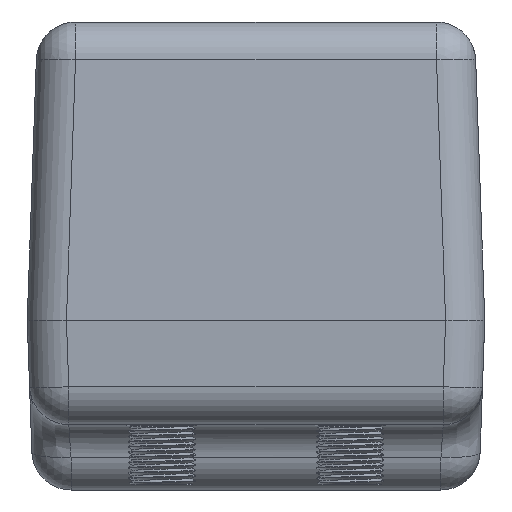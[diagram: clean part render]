
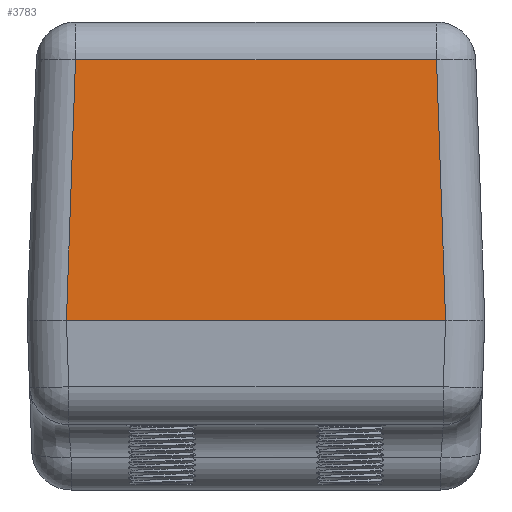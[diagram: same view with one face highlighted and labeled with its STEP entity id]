
A CAD part, left-side view. The second image highlights one B-rep face of the part: STEP entity #3783.
In plain terms, the highlighted planar face has unit normal (-0.999, 0, 0.035).
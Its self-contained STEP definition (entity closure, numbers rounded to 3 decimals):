
#778=FACE_OUTER_BOUND('',#1091,.T.);
#1091=EDGE_LOOP('',(#3011,#3012,#3013,#3014));
#1230=LINE('',#16000,#1398);
#1294=LINE('',#16636,#1462);
#1295=LINE('',#16638,#1463);
#1296=LINE('',#16639,#1464);
#1398=VECTOR('',#4708,145.018);
#1462=VECTOR('',#5094,99.645);
#1463=VECTOR('',#5095,138.067);
#1464=VECTOR('',#5096,99.645);
#1684=VERTEX_POINT('',#15993);
#1687=VERTEX_POINT('',#15998);
#1760=VERTEX_POINT('',#16635);
#1761=VERTEX_POINT('',#16637);
#2034=EDGE_CURVE('',#1687,#1684,#1230,.T.);
#2188=EDGE_CURVE('',#1687,#1760,#1294,.T.);
#2189=EDGE_CURVE('',#1760,#1761,#1295,.T.);
#2190=EDGE_CURVE('',#1761,#1684,#1296,.T.);
#3011=ORIENTED_EDGE('',*,*,#2188,.T.);
#3012=ORIENTED_EDGE('',*,*,#2189,.T.);
#3013=ORIENTED_EDGE('',*,*,#2190,.T.);
#3014=ORIENTED_EDGE('',*,*,#2034,.F.);
#3347=PLANE('',#4188);
#3783=ADVANCED_FACE('',(#778),#3347,.T.);
#4188=AXIS2_PLACEMENT_3D('',#16634,#5092,#5093);
#4708=DIRECTION('',(0.,1.,0.));
#5092=DIRECTION('center_axis',(-0.999,0.,
0.035));
#5093=DIRECTION('ref_axis',(-0.035,0.,-0.999));
#5094=DIRECTION('',(0.035,0.035,0.999));
#5095=DIRECTION('',(0.,1.,0.));
#5096=DIRECTION('',(-0.035,0.035,-0.999));
#15993=CARTESIAN_POINT('',(-291.,72.509,0.));
#15998=CARTESIAN_POINT('',(-291.,-72.509,0.));
#16000=CARTESIAN_POINT('',(-291.,0.,0.));
#16634=CARTESIAN_POINT('Origin',(-291.,0.,0.));
#16635=CARTESIAN_POINT('',(-287.525,-69.034,99.523));
#16636=CARTESIAN_POINT('',(-290.912,-72.421,2.526));
#16637=CARTESIAN_POINT('',(-287.525,69.034,99.523));
#16638=CARTESIAN_POINT('',(-287.525,68.528,99.523));
#16639=CARTESIAN_POINT('',(-290.912,72.421,2.526));
